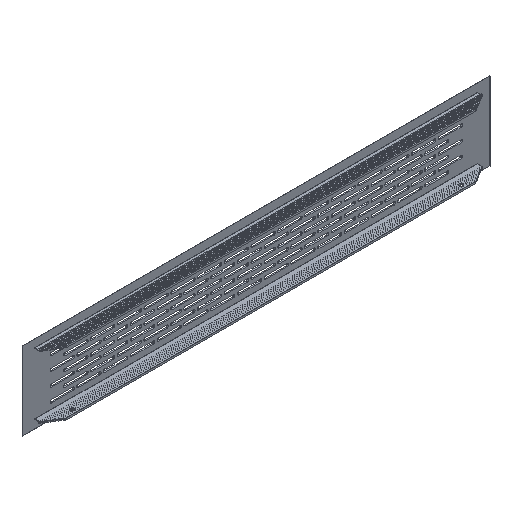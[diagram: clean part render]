
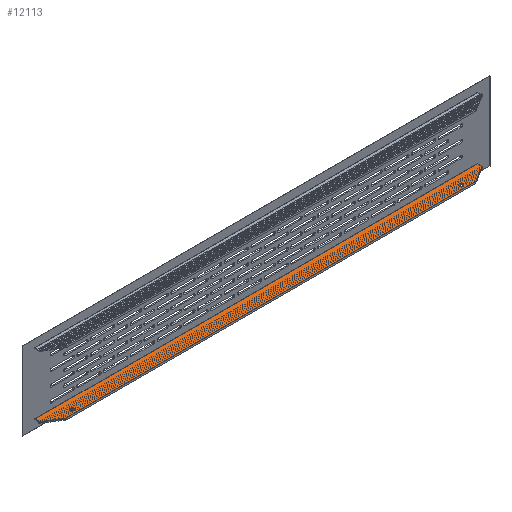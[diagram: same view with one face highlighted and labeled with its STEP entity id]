
A CAD part, isometric view. The second image highlights one B-rep face of the part: STEP entity #12113.
In plain terms, the highlighted planar face has unit normal (0, 0, 1).
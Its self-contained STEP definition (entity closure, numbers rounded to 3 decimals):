
#137=FACE_BOUND('',#1874,.T.);
#138=FACE_BOUND('',#1875,.T.);
#591=PLANE('',#13236);
#1171=FACE_OUTER_BOUND('',#1873,.T.);
#1873=EDGE_LOOP('',(#10775,#10776,#10777,#10778,#10779,#10780));
#1874=EDGE_LOOP('',(#10781));
#1875=EDGE_LOOP('',(#10782));
#2006=CIRCLE('',#12146,2.);
#2026=CIRCLE('',#12168,2.);
#3705=LINE('',#20064,#4917);
#3712=LINE('',#20076,#4924);
#3718=LINE('',#20087,#4930);
#3721=LINE('',#20092,#4933);
#3730=LINE('',#20110,#4942);
#3731=LINE('',#20111,#4943);
#4917=VECTOR('',#16592,10.);
#4924=VECTOR('',#16601,10.);
#4930=VECTOR('',#16615,10.);
#4933=VECTOR('',#16620,10.);
#4942=VECTOR('',#16641,10.);
#4943=VECTOR('',#16642,10.);
#4954=VERTEX_POINT('',#16671);
#4990=VERTEX_POINT('',#16747);
#6087=VERTEX_POINT('',#20061);
#6088=VERTEX_POINT('',#20063);
#6091=VERTEX_POINT('',#20073);
#6092=VERTEX_POINT('',#20075);
#6093=VERTEX_POINT('',#20086);
#6094=VERTEX_POINT('',#20090);
#6106=EDGE_CURVE('',#4954,#4954,#2006,.T.);
#6144=EDGE_CURVE('',#4990,#4990,#2026,.T.);
#7801=EDGE_CURVE('',#6088,#6087,#3705,.T.);
#7808=EDGE_CURVE('',#6092,#6091,#3712,.T.);
#7814=EDGE_CURVE('',#6093,#6092,#3718,.T.);
#7817=EDGE_CURVE('',#6087,#6094,#3721,.T.);
#7826=EDGE_CURVE('',#6093,#6094,#3730,.T.);
#7827=EDGE_CURVE('',#6091,#6088,#3731,.T.);
#10775=ORIENTED_EDGE('',*,*,#7801,.T.);
#10776=ORIENTED_EDGE('',*,*,#7817,.T.);
#10777=ORIENTED_EDGE('',*,*,#7826,.F.);
#10778=ORIENTED_EDGE('',*,*,#7814,.T.);
#10779=ORIENTED_EDGE('',*,*,#7808,.T.);
#10780=ORIENTED_EDGE('',*,*,#7827,.T.);
#10781=ORIENTED_EDGE('',*,*,#6106,.T.);
#10782=ORIENTED_EDGE('',*,*,#6144,.T.);
#12113=ADVANCED_FACE('',(#1171,#137,#138),#591,.T.);
#12146=AXIS2_PLACEMENT_3D('',#16673,#13256,#13257);
#12168=AXIS2_PLACEMENT_3D('',#16749,#13318,#13319);
#13236=AXIS2_PLACEMENT_3D('',#20109,#16639,#16640);
#13256=DIRECTION('center_axis',(0.,0.,-1.));
#13257=DIRECTION('ref_axis',(-1.,0.,0.));
#13318=DIRECTION('center_axis',(0.,0.,-1.));
#13319=DIRECTION('ref_axis',(-1.,0.,0.));
#16592=DIRECTION('',(0.857,0.514,0.));
#16601=DIRECTION('',(0.857,-0.514,0.));
#16615=DIRECTION('',(0.,-1.,0.));
#16620=DIRECTION('',(0.,1.,0.));
#16639=DIRECTION('center_axis',(0.,0.,1.));
#16640=DIRECTION('ref_axis',(0.,-1.,0.));
#16641=DIRECTION('',(1.,0.,0.));
#16642=DIRECTION('',(1.,0.,0.));
#16671=CARTESIAN_POINT('',(-197.5,-10.7,-31.2));
#16673=CARTESIAN_POINT('Origin',(-199.5,-10.7,-31.2));
#16747=CARTESIAN_POINT('',(201.5,-10.7,-31.2));
#16749=CARTESIAN_POINT('Origin',(199.5,-10.7,-31.2));
#20061=CARTESIAN_POINT('',(227.,-5.,-31.2));
#20063=CARTESIAN_POINT('',(210.,-15.2,-31.2));
#20064=CARTESIAN_POINT('',(144.647,-54.412,-31.2));
#20073=CARTESIAN_POINT('',(-210.,-15.2,-31.2));
#20075=CARTESIAN_POINT('',(-227.,-5.,-31.2));
#20076=CARTESIAN_POINT('',(-136.147,-59.512,-31.2));
#20086=CARTESIAN_POINT('',(-227.,0.,-31.2));
#20087=CARTESIAN_POINT('',(-227.,-2.5,-31.2));
#20090=CARTESIAN_POINT('',(227.,0.,-31.2));
#20092=CARTESIAN_POINT('',(227.,0.,-31.2));
#20109=CARTESIAN_POINT('Origin',(0.,0.,-31.2));
#20110=CARTESIAN_POINT('',(0.,0.,-31.2));
#20111=CARTESIAN_POINT('',(0.,-15.2,-31.2));
